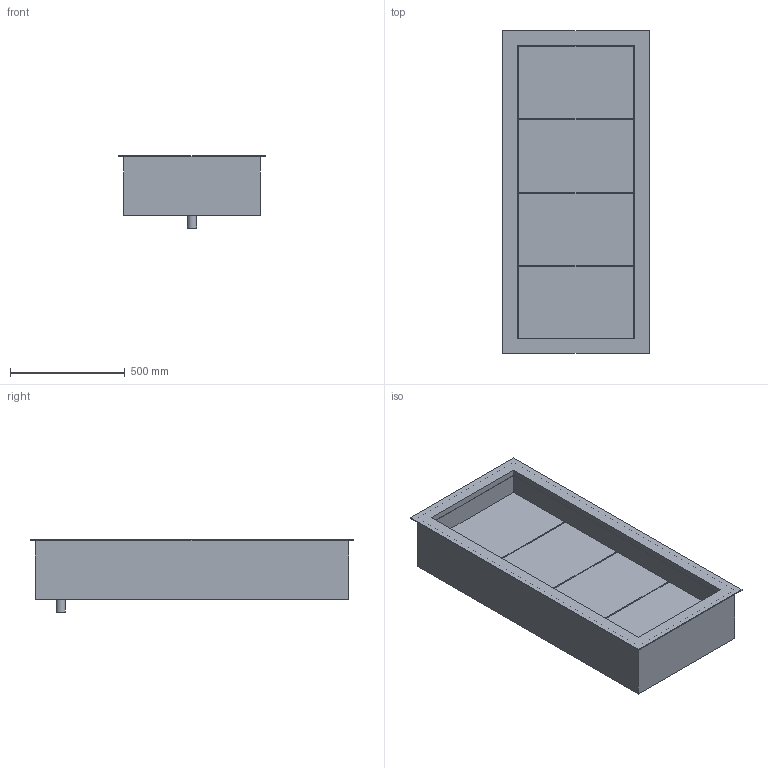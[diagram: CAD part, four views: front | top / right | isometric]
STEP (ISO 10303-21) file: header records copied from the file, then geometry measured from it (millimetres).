
FILE_DESCRIPTION(/* description */ ('Crushed Ice Wanne: ungekühlt'),/* implementation_level */ '2;1');
FILE_NAME(/* name */ '3D-AKE-00003073.stp',/* time_stamp */ '2021-09-29T13:47:51+02:00',/* author */ ('maltrim.rexhaj'),/* organization */ (''),/* preprocessor_version */ 'ST-DEVELOPER v18',/* originating_system */ 'Autodesk Inventor 2020',/* authorisation */ '');
FILE_SCHEMA (('AUTOMOTIVE_DESIGN { 1 0 10303 214 3 1 1 }'));
Length unit declared in the file: millimetre
Products named in the file (1): 3D-AKE-00003073
Bounding box: 640 x 1410 x 315 mm (x, y, z)
Volume: 87094971 mm3; surface area: 4990373.5 mm2
Topology: 5 solids, 5 shells, 47 faces, 101 edges, 68 vertices
Faces by surface type: plane 46, cylinder 1
Full cylindrical faces by diameter (mm): 40 x1
Entity records: 1292 total; most frequent: CARTESIAN_POINT 217, ORIENTED_EDGE 202, DIRECTION 201, EDGE_CURVE 101, LINE 97, VECTOR 97, VERTEX_POINT 68, AXIS2_PLACEMENT_3D 52
